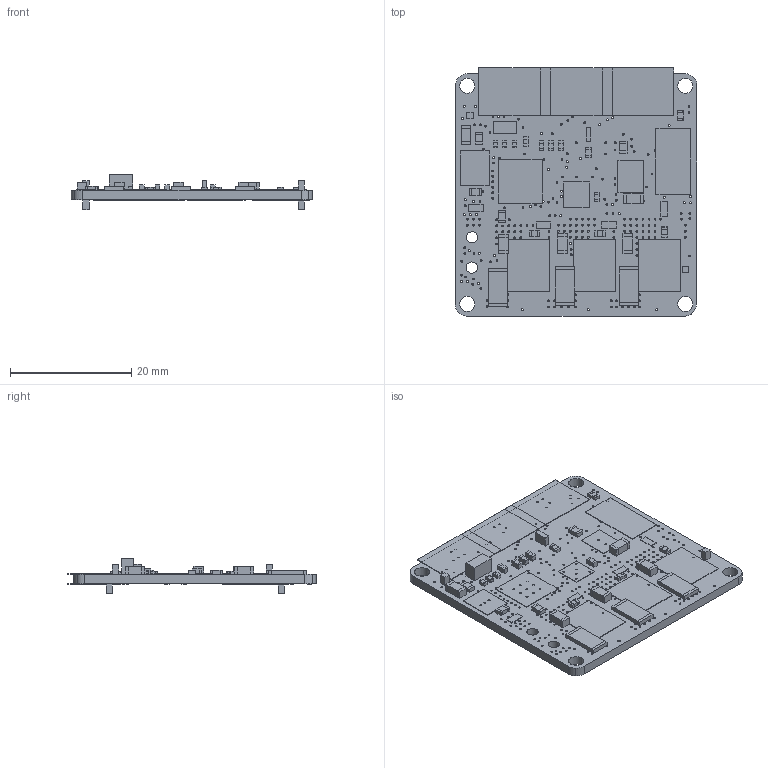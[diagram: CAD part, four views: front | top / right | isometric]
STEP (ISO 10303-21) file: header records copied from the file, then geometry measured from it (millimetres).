
FILE_DESCRIPTION(/* description */ (''),/* implementation_level */ '2;1');
FILE_NAME(/* name */ '06ab1aa0-7446-42e3-bd5e-229e78331e93.stp',/* time_stamp */ '2020-10-21T15:52:40+00:00',/* author */ (''),/* organization */ (''),/* preprocessor_version */ 'ST-DEVELOPER v18.1',/* originating_system */ 'Autodesk Translation Framework v9.3.0.1241',/* authorisation */ '');
FILE_SCHEMA (('AUTOMOTIVE_DESIGN { 1 0 10303 214 3 1 1 }'));
Length unit declared in the file: millimetre
Products named in the file (24): 06ab1aa0-7446-42e3-bd5e-229e78331e93; PCB Component; Board; FDMD8530; PMR100HZPFV2L00; SHORTT5; EXB2HV101J; 3300pF; 4.7uF; MA702GQ-P; PAC5527QM; ASPI-4030S-330M-T; GCM188R71H104KA57J; 1uF 50V; 2k; DF13A-4P-1.25H(21); 1N4148X-TP; 218-2LPSTRF; HHXJ350ARA181MHA0G; C3216X7R1H106K160AC; UJA1162ATK_0Z; SML0603; FIDUCIAL1X2; TEST-POINT3
Assembly tree (69 placements, depth 3):
  06ab1aa0-7446-42e3-bd5e-229e78331e93
    PCB Component
      Board
      FDMD8530  x3
      PMR100HZPFV2L00  x3
      SHORTT5  x3
      EXB2HV101J
      3300pF  x3
      4.7uF  x5
      MA702GQ-P
      PAC5527QM
      ASPI-4030S-330M-T
      GCM188R71H104KA57J
      1uF 50V  x4
      2k  x5
      DF13A-4P-1.25H(21)  x4
      1N4148X-TP  x3
      218-2LPSTRF
      HHXJ350ARA181MHA0G  x3
      C3216X7R1H106K160AC  x5
      UJA1162ATK_0Z
      SML0603
      FIDUCIAL1X2  x4
      TEST-POINT3  x14
Bounding box: 39.89 x 40.95 x 5.79 mm (x, y, z)
Volume: 2654.5 mm3; surface area: 6573.8 mm2
Topology: 68 solids, 68 shells, 1264 faces, 2952 edges, 1840 vertices
Faces by surface type: plane 624, cylinder 512, sphere 128
Full cylindrical faces by diameter (mm): 0.3 x292, 0.35 x14, 1.85 x2, 2.5 x4
Entity records: 20986 total; most frequent: DIRECTION 3602, CARTESIAN_POINT 3165, ORIENTED_EDGE 3024, EDGE_CURVE 1512, AXIS2_PLACEMENT_3D 1413, EDGE_LOOP 1212, VERTEX_POINT 976, LINE 776
